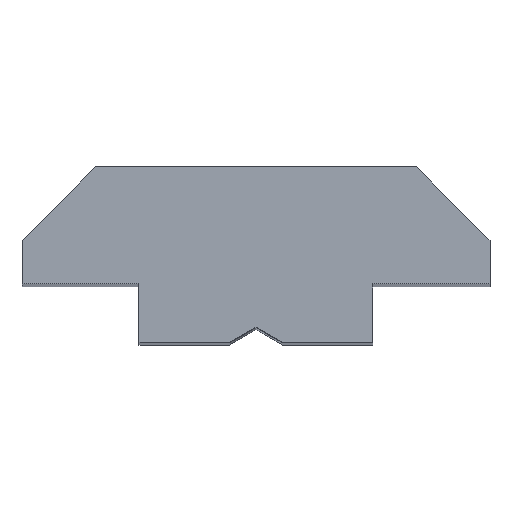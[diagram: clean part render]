
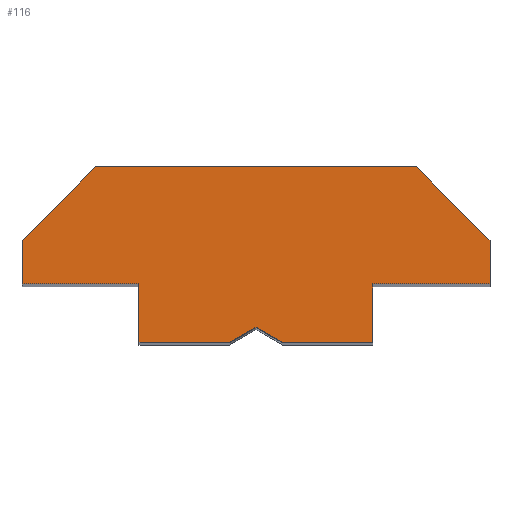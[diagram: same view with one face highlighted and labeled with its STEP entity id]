
A CAD part, top view. The second image highlights one B-rep face of the part: STEP entity #116.
In plain terms, the highlighted planar face has unit normal (0, 0, 1).
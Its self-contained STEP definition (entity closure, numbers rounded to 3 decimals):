
#116=ADVANCED_FACE('',(#228),#229,.F.);
#228=FACE_OUTER_BOUND('',#331,.T.);
#229=PLANE('',#332);
#331=EDGE_LOOP('',(#613,#614,#615,#616,#617,#618,#619,#620,#621,#622,#623,#624,#625));
#332=AXIS2_PLACEMENT_3D('',#626,#627,#628);
#613=ORIENTED_EDGE('',*,*,#705,.F.);
#614=ORIENTED_EDGE('',*,*,#742,.F.);
#615=ORIENTED_EDGE('',*,*,#695,.F.);
#616=ORIENTED_EDGE('',*,*,#701,.F.);
#617=ORIENTED_EDGE('',*,*,#703,.F.);
#618=ORIENTED_EDGE('',*,*,#678,.F.);
#619=ORIENTED_EDGE('',*,*,#734,.F.);
#620=ORIENTED_EDGE('',*,*,#730,.F.);
#621=ORIENTED_EDGE('',*,*,#726,.F.);
#622=ORIENTED_EDGE('',*,*,#722,.F.);
#623=ORIENTED_EDGE('',*,*,#718,.F.);
#624=ORIENTED_EDGE('',*,*,#714,.F.);
#625=ORIENTED_EDGE('',*,*,#710,.F.);
#626=CARTESIAN_POINT('',(0.25,3.305,25.0));
#627=DIRECTION('',(0.0,0.0,-1.0));
#628=DIRECTION('',(-1.0,0.0,0.0));
#678=EDGE_CURVE('',#822,#824,#825,.T.);
#695=EDGE_CURVE('',#843,#845,#846,.T.);
#701=EDGE_CURVE('',#853,#843,#855,.T.);
#703=EDGE_CURVE('',#824,#853,#857,.T.);
#705=EDGE_CURVE('',#859,#860,#861,.T.);
#710=EDGE_CURVE('',#860,#868,#869,.T.);
#714=EDGE_CURVE('',#868,#874,#875,.T.);
#718=EDGE_CURVE('',#874,#880,#881,.T.);
#722=EDGE_CURVE('',#880,#886,#887,.T.);
#726=EDGE_CURVE('',#886,#892,#893,.T.);
#730=EDGE_CURVE('',#892,#898,#899,.T.);
#734=EDGE_CURVE('',#898,#822,#904,.T.);
#742=EDGE_CURVE('',#845,#859,#913,.T.);
#822=VERTEX_POINT('',#1008);
#824=VERTEX_POINT('',#1011);
#825=LINE('',#1012,#1013);
#843=VERTEX_POINT('',#1034);
#845=VERTEX_POINT('',#1037);
#846=LINE('',#1038,#1039);
#853=VERTEX_POINT('',#1049);
#855=LINE('',#1052,#1053);
#857=LINE('',#1055,#1056);
#859=VERTEX_POINT('',#1058);
#860=VERTEX_POINT('',#1059);
#861=LINE('',#1060,#1061);
#868=VERTEX_POINT('',#1071);
#869=LINE('',#1072,#1073);
#874=VERTEX_POINT('',#1080);
#875=LINE('',#1081,#1082);
#880=VERTEX_POINT('',#1089);
#881=LINE('',#1090,#1091);
#886=VERTEX_POINT('',#1098);
#887=LINE('',#1099,#1100);
#892=VERTEX_POINT('',#1107);
#893=LINE('',#1108,#1109);
#898=VERTEX_POINT('',#1116);
#899=LINE('',#1117,#1118);
#904=LINE('',#1125,#1126);
#913=LINE('',#1139,#1140);
#1008=CARTESIAN_POINT('',(4.25,0.2,25.0));
#1011=CARTESIAN_POINT('',(1.15,0.2,25.0));
#1012=CARTESIAN_POINT('',(1.15,0.2,25.0));
#1013=VECTOR('',#1228,1.0);
#1034=CARTESIAN_POINT('',(-0.65,0.2,25.0));
#1037=CARTESIAN_POINT('',(-3.75,0.2,25.0));
#1038=CARTESIAN_POINT('',(-3.75,0.2,25.0));
#1039=VECTOR('',#1251,1.0);
#1049=CARTESIAN_POINT('',(0.25,0.72,25.0));
#1052=CARTESIAN_POINT('',(-0.65,0.2,25.0));
#1053=VECTOR('',#1256,1.0);
#1055=CARTESIAN_POINT('',(0.25,0.72,25.0));
#1056=VECTOR('',#1257,1.0);
#1058=CARTESIAN_POINT('',(-3.75,2.2,25.0));
#1059=CARTESIAN_POINT('',(-7.75,2.2,25.0));
#1060=CARTESIAN_POINT('',(-7.75,2.2,25.0));
#1061=VECTOR('',#1258,1.0);
#1071=CARTESIAN_POINT('',(-7.75,3.7,25.0));
#1072=CARTESIAN_POINT('',(-7.75,3.7,25.0));
#1073=VECTOR('',#1262,1.0);
#1080=CARTESIAN_POINT('',(-5.25,6.2,25.0));
#1081=CARTESIAN_POINT('',(-5.25,6.2,25.0));
#1082=VECTOR('',#1265,1.0);
#1089=CARTESIAN_POINT('',(5.75,6.2,25.0));
#1090=CARTESIAN_POINT('',(5.75,6.2,25.0));
#1091=VECTOR('',#1268,1.0);
#1098=CARTESIAN_POINT('',(8.25,3.7,25.0));
#1099=CARTESIAN_POINT('',(8.25,3.7,25.0));
#1100=VECTOR('',#1271,1.0);
#1107=CARTESIAN_POINT('',(8.25,2.2,25.0));
#1108=CARTESIAN_POINT('',(8.25,2.2,25.0));
#1109=VECTOR('',#1274,1.0);
#1116=CARTESIAN_POINT('',(4.25,2.2,25.0));
#1117=CARTESIAN_POINT('',(4.25,2.2,25.0));
#1118=VECTOR('',#1277,1.0);
#1125=CARTESIAN_POINT('',(4.25,0.2,25.0));
#1126=VECTOR('',#1280,1.0);
#1139=CARTESIAN_POINT('',(-3.75,2.2,25.0));
#1140=VECTOR('',#1285,1.0);
#1228=DIRECTION('',(-1.0,0.0,0.0));
#1251=DIRECTION('',(-1.0,0.0,0.0));
#1256=DIRECTION('',(-0.866,-0.5,0.0));
#1257=DIRECTION('',(-0.866,0.5,0.0));
#1258=DIRECTION('',(-1.0,0.0,0.0));
#1262=DIRECTION('',(0.0,1.0,0.0));
#1265=DIRECTION('',(0.707,0.707,0.0));
#1268=DIRECTION('',(1.0,-0.0,0.0));
#1271=DIRECTION('',(0.707,-0.707,0.0));
#1274=DIRECTION('',(0.0,-1.0,0.0));
#1277=DIRECTION('',(-1.0,0.0,0.0));
#1280=DIRECTION('',(0.0,-1.0,0.0));
#1285=DIRECTION('',(0.0,1.0,0.0));
